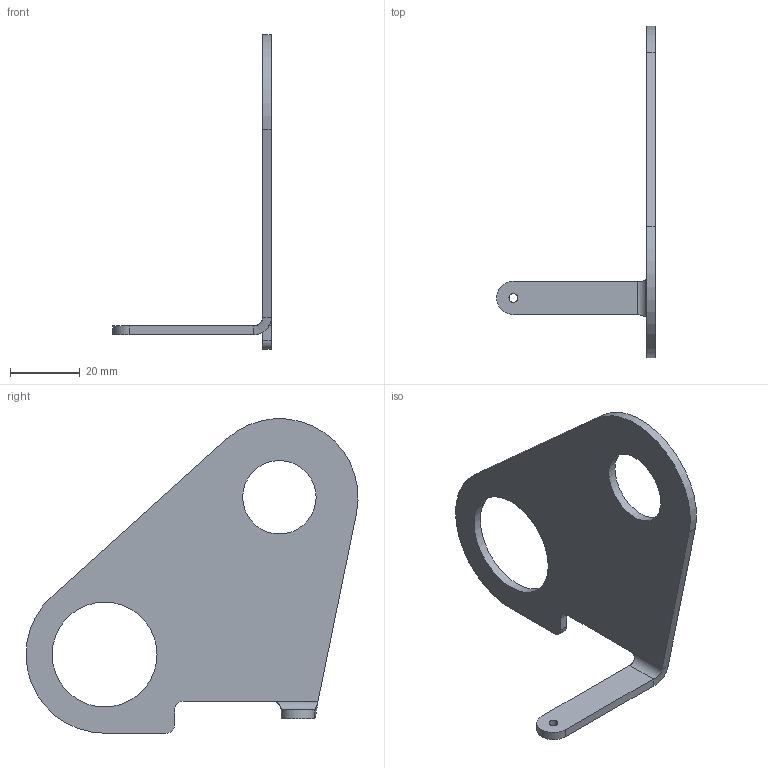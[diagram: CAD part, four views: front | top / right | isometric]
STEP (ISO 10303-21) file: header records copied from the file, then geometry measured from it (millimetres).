
FILE_DESCRIPTION(/* description */ (''),/* implementation_level */ '2;1');
FILE_NAME(/* name */ 'elbow_left v4.step',/* time_stamp */ '2018-09-06T12:04:58+02:00',/* author */ ('alexandre.oeconomos'),/* organization */ (''),/* preprocessor_version */ 'ST-DEVELOPER v17.2',/* originating_system */ 'Autodesk Translation Framework v7.6.0.251',/* authorisation */ '');
FILE_SCHEMA (('AUTOMOTIVE_DESIGN { 1 0 10303 214 3 1 1 }'));
Length unit declared in the file: millimetre
Products named in the file (1): elbow_left
Bounding box: 45.36 x 94.98 x 89.95 mm (x, y, z)
Volume: 12621.6 mm3; surface area: 11485.9 mm2
Topology: 1 solids, 1 shells, 24 faces, 58 edges, 36 vertices
Faces by surface type: plane 12, cylinder 11, bspline 1
Full cylindrical faces by diameter (mm): 2.529 x1, 21 x1, 30 x1
Entity records: 794 total; most frequent: CARTESIAN_POINT 184, DIRECTION 119, ORIENTED_EDGE 116, EDGE_CURVE 58, AXIS2_PLACEMENT_3D 41, LINE 37, VECTOR 37, VERTEX_POINT 36
